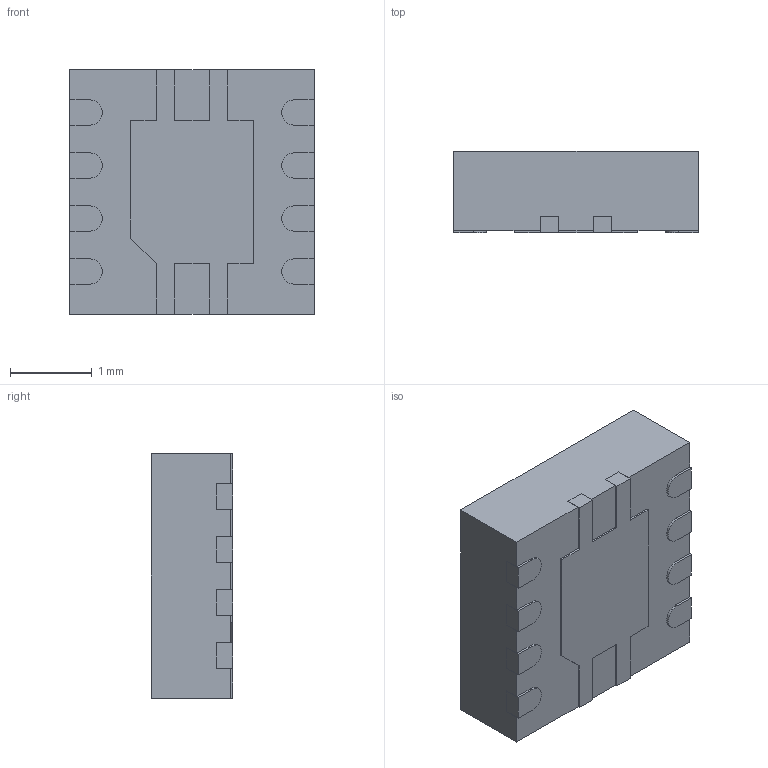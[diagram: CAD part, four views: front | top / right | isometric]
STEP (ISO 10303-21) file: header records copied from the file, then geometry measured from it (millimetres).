
FILE_DESCRIPTION (( 'STEP AP214' ), '1' );
FILE_NAME ('TPS73601DRBR.STEP', '2018-05-23T19:07:07', ( '' ), ( '' ), 'SwSTEP 2.0', 'SolidWorks 2017', '' );
FILE_SCHEMA (( 'AUTOMOTIVE_DESIGN' ));
Length unit declared in the file: millimetre
Products named in the file (1): TPS73601DRBR
Bounding box: 3 x 1 x 3 mm (x, y, z)
Volume: 8.9 mm3; surface area: 44.9 mm2
Topology: 11 solids, 11 shells, 135 faces, 336 edges, 224 vertices
Faces by surface type: plane 115, cylinder 20
Entity records: 4094 total; most frequent: CARTESIAN_POINT 696, ORIENTED_EDGE 672, DIRECTION 648, EDGE_CURVE 336, LINE 296, VECTOR 296, VERTEX_POINT 224, AXIS2_PLACEMENT_3D 176
